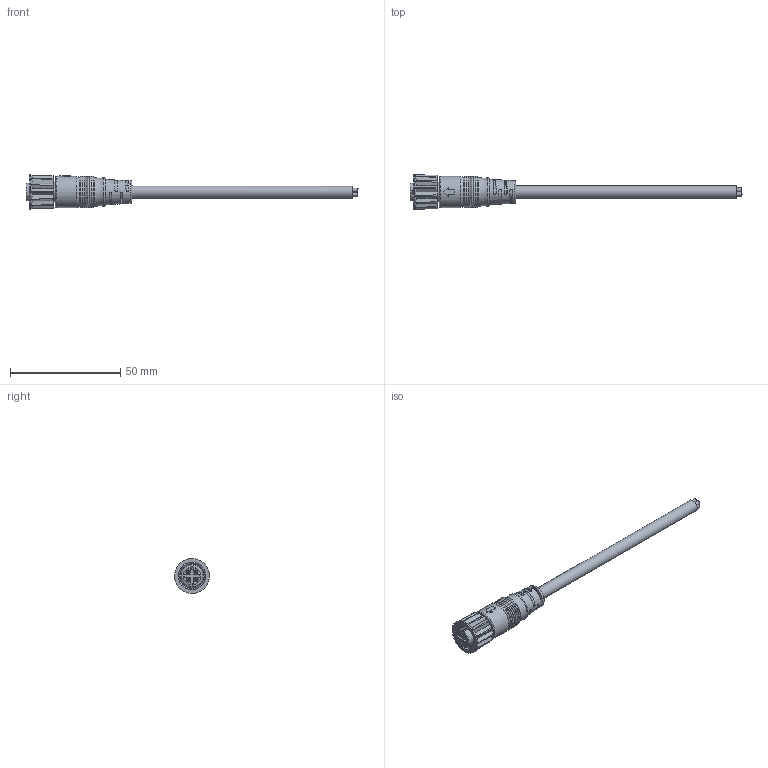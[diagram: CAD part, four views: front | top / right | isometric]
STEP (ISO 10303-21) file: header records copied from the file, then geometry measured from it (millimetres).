
FILE_DESCRIPTION(/* description */ ('Unknown'),/* implementation_level */ '2;1');
FILE_NAME(/* name */ '643621120304',/* time_stamp */ '2022-09-15T16:44:03+02:00',/* author */ ('Unknown'),/* organization */ ('Unknown'),/* preprocessor_version */ 'ST-DEVELOPER v16.7',/* originating_system */ 'Solid Edge',/* authorisation */ 'Unknown');
FILE_SCHEMA (('AUTOMOTIVE_DESIGN {1 0 10303 214 3 1 1}'));
Length unit declared in the file: millimetre
Products named in the file (8): 6436211203xx; 64362x120304_Housing; 6436221203xx_O-ring; 6436221203xx_Pin; 6436211203xx_Screw nut; 6436221203xx_Seal; 6436221203xx_Body; 6436xx120304_Cable_F
Assembly tree (10 placements, depth 2):
  6436211203xx
    64362x120304_Housing
    6436221203xx_O-ring
    6436221203xx_Pin  x4
    6436211203xx_Screw nut
    6436221203xx_Seal
    6436221203xx_Body
    6436xx120304_Cable_F
Bounding box: 150.3 x 15.8 x 15.8 mm (x, y, z)
Volume: 7784.5 mm3; surface area: 9999.9 mm2
Topology: 10 solids, 10 shells, 479 faces, 1241 edges, 828 vertices
Faces by surface type: plane 190, cylinder 160, cone 71, torus 45, bspline 13
Full cylindrical faces by diameter (mm): 0.61 x4, 1.05 x4, 1.1 x4, 1.2 x8, 1.3 x4, 1.6 x24, 1.66 x4, 1.73 x16, 1.74 x8, 2 x5, 5.5 x3, 8.05 x5, 8.5 x2, 8.8 x2, 8.9 x1, 8.95 x1, 10.8 x3, 12.35 x9, 13.5 x7, 14.2 x1, 15.8 x1
Entity records: 14051 total; most frequent: CARTESIAN_POINT 6311, ORIENTED_EDGE 1444, DIRECTION 1434, EDGE_CURVE 722, AXIS2_PLACEMENT_3D 613, VERTEX_POINT 542, FACE_BOUND 494, EDGE_LOOP 491
